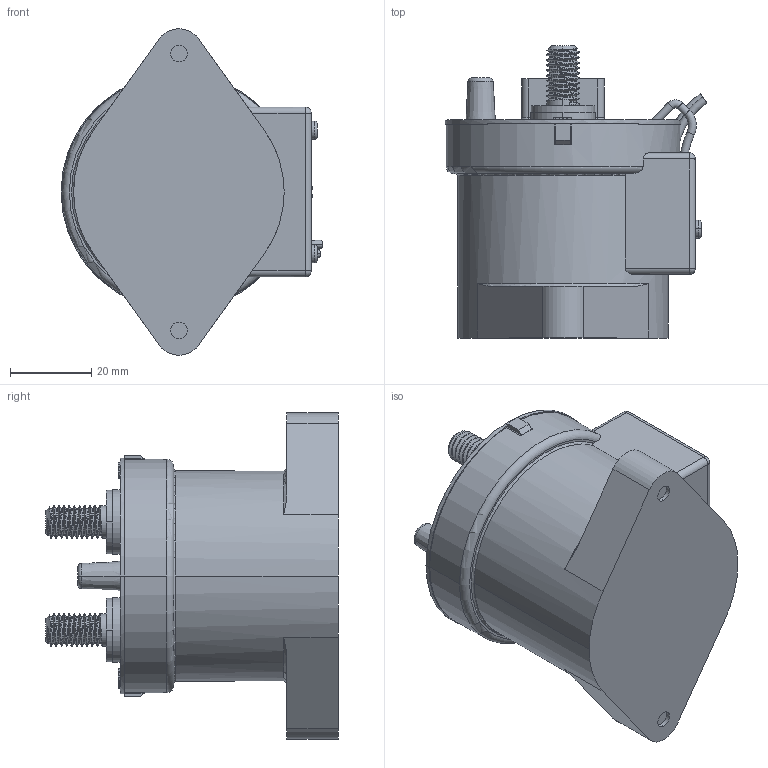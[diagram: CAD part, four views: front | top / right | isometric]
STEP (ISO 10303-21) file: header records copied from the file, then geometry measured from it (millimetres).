
FILE_DESCRIPTION((''),'2;1');
FILE_NAME('C-1618002-7','2017-02-02T',('workeradm'),('Tyco Electronics Ltd.'),'CREO PARAMETRIC BY PTC INC, 2016050','CREO PARAMETRIC BY PTC INC, 2016050','');
FILE_SCHEMA(('AUTOMOTIVE_DESIGN { 1 0 10303 214 1 1 1 1 }'));
Length unit declared in the file: millimetre
Products named in the file (1): C-1618002-7
Bounding box: 64.65 x 72.21 x 80.47 mm (x, y, z)
Volume: 143328.7 mm3; surface area: 19868.9 mm2
Topology: 1 solids, 2 shells, 306 faces, 774 edges, 498 vertices
Faces by surface type: plane 144, cylinder 100, torus 28, bspline 24, cone 6, sphere 4
Entity records: 21434 total; most frequent: CARTESIAN_POINT 14057, ORIENTED_EDGE 1548, DIRECTION 1400, EDGE_CURVE 774, VERTEX_POINT 498, AXIS2_PLACEMENT_3D 485, VECTOR 430, LINE 430
